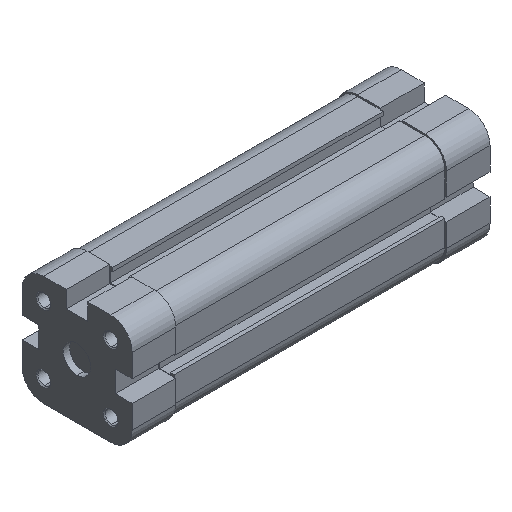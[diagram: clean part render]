
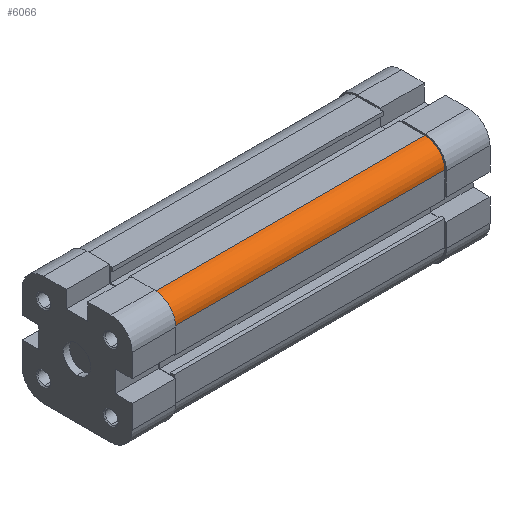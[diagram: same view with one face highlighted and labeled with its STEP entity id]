
A CAD part, isometric view. The second image highlights one B-rep face of the part: STEP entity #6066.
In plain terms, the highlighted cylindrical face has radius 6.5 mm (diameter 13 mm), a partial arc.
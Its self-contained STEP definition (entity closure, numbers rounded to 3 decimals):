
#579 = CYLINDRICAL_SURFACE ( 'NONE', #5507, 6.5 ) ;
#583 = FACE_OUTER_BOUND ( 'NONE', #5790, .T. ) ;
#1150 = DIRECTION ( 'NONE',  ( 1., 0., 0. ) ) ;
#1151 = DIRECTION ( 'NONE',  ( 0., 0., 1. ) ) ;
#1152 = CARTESIAN_POINT ( 'NONE',  ( 28.5, 6.5, -88.5 ) ) ;
#2459 = CARTESIAN_POINT ( 'NONE',  ( 28.5, 0., -88.5 ) ) ;
#2460 = DIRECTION ( 'NONE',  ( 0., 0., 1. ) ) ;
#2465 = CARTESIAN_POINT ( 'NONE',  ( 28.5, 6.5, 0. ) ) ;
#2472 = DIRECTION ( 'NONE',  ( 0., 0., 1. ) ) ;
#2473 = DIRECTION ( 'NONE',  ( 1., 0., 0. ) ) ;
#2757 = CARTESIAN_POINT ( 'NONE',  ( 28.5, 0., -88.5 ) ) ;
#2772 = CARTESIAN_POINT ( 'NONE',  ( 35., 6.5, 0. ) ) ;
#2788 = CARTESIAN_POINT ( 'NONE',  ( 35., 6.5, -88.5 ) ) ;
#2792 = CARTESIAN_POINT ( 'NONE',  ( 28.5, 0., 0. ) ) ;
#3813 = EDGE_CURVE ( 'NONE', #4943, #4916, #7234, .T. ) ;
#3814 = EDGE_CURVE ( 'NONE', #4901, #4943, #7239, .T. ) ;
#3984 = EDGE_CURVE ( 'NONE', #4901, #4948, #7527, .T. ) ;
#3989 = EDGE_CURVE ( 'NONE', #4948, #4916, #7539, .T. ) ;
#4593 = CARTESIAN_POINT ( 'NONE',  ( 35., 6.5, -88.5 ) ) ;
#4596 = CARTESIAN_POINT ( 'NONE',  ( 28.5, 6.5, -88.5 ) ) ;
#4598 = DIRECTION ( 'NONE',  ( 1., 0., 0. ) ) ;
#4604 = DIRECTION ( 'NONE',  ( 0., 0., 1. ) ) ;
#4634 = DIRECTION ( 'NONE',  ( 0., 0., 1. ) ) ;
#4901 = VERTEX_POINT ( 'NONE', #2757 ) ;
#4916 = VERTEX_POINT ( 'NONE', #2772 ) ;
#4943 = VERTEX_POINT ( 'NONE', #2788 ) ;
#4948 = VERTEX_POINT ( 'NONE', #2792 ) ;
#5305 = AXIS2_PLACEMENT_3D ( 'NONE', #4596, #4604, #4598 ) ;
#5352 = AXIS2_PLACEMENT_3D ( 'NONE', #2465, #2472, #2473 ) ;
#5507 = AXIS2_PLACEMENT_3D ( 'NONE', #1152, #1151, #1150 ) ;
#5790 = EDGE_LOOP ( 'NONE', ( #7113, #7112, #7111, #7110 ) ) ;
#6066 = ADVANCED_FACE ( 'NONE', ( #583 ), #579, .T. ) ;
#7110 = ORIENTED_EDGE ( 'NONE', *, *, #3813, .T. ) ;
#7111 = ORIENTED_EDGE ( 'NONE', *, *, #3814, .T. ) ;
#7112 = ORIENTED_EDGE ( 'NONE', *, *, #3984, .F. ) ;
#7113 = ORIENTED_EDGE ( 'NONE', *, *, #3989, .F. ) ;
#7230 = VECTOR ( 'NONE', #4634, 1000. ) ;
#7234 = LINE ( 'NONE', #4593, #7230 ) ;
#7239 = CIRCLE ( 'NONE', #5305, 6.5 ) ;
#7522 = VECTOR ( 'NONE', #2460, 1000. ) ;
#7527 = LINE ( 'NONE', #2459, #7522 ) ;
#7539 = CIRCLE ( 'NONE', #5352, 6.5 ) ;
